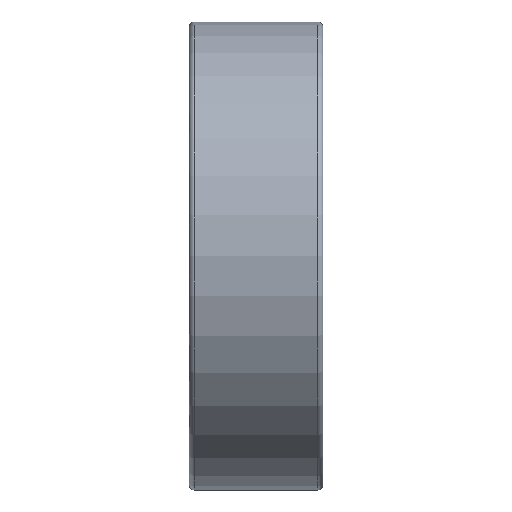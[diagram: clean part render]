
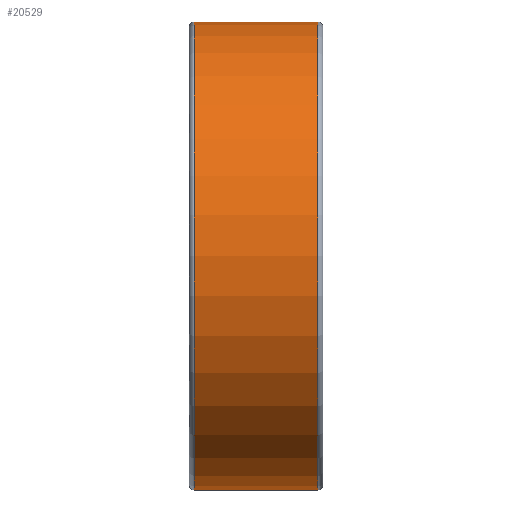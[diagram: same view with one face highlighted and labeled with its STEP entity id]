
A CAD part, top view. The second image highlights one B-rep face of the part: STEP entity #20529.
In plain terms, the highlighted cylindrical face has radius 14 mm (diameter 28 mm), a partial arc.
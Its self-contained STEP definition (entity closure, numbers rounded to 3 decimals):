
#10766=DIRECTION('',(-1.,0.,0.));
#10767=VECTOR('',#10766,7.4);
#10768=CARTESIAN_POINT('',(3.7,14.,0.));
#10769=LINE('',#10768,#10767);
#10773=DIRECTION('',(-1.,0.,0.));
#10774=VECTOR('',#10773,7.4);
#10775=CARTESIAN_POINT('',(3.7,-14.,0.));
#10776=LINE('',#10775,#10774);
#10788=CARTESIAN_POINT('',(3.7,0.,0.));
#10789=DIRECTION('',(1.,0.,0.));
#10790=DIRECTION('',(0.,1.,0.));
#10791=AXIS2_PLACEMENT_3D('',#10788,#10789,#10790);
#10796=CARTESIAN_POINT('',(-3.7,0.,0.));
#10797=DIRECTION('',(1.,0.,0.));
#10798=DIRECTION('',(0.,1.,0.));
#10799=AXIS2_PLACEMENT_3D('',#10796,#10797,#10798);
#17613=CARTESIAN_POINT('',(3.7,14.,0.));
#17614=CARTESIAN_POINT('',(-3.7,14.,0.));
#17615=VERTEX_POINT('',#17613);
#17616=VERTEX_POINT('',#17614);
#17625=CARTESIAN_POINT('',(3.7,-14.,0.));
#17626=CARTESIAN_POINT('',(-3.7,-14.,0.));
#17627=VERTEX_POINT('',#17625);
#17628=VERTEX_POINT('',#17626);
#20517=CARTESIAN_POINT('',(-4.4,0.,0.));
#20518=DIRECTION('',(1.,0.,0.));
#20519=DIRECTION('',(0.,-1.,0.));
#20520=AXIS2_PLACEMENT_3D('',#20517,#20518,#20519);
#20521=CYLINDRICAL_SURFACE('',#20520,14.);
#20522=ORIENTED_EDGE('',*,*,#20507,.F.);
#20523=ORIENTED_EDGE('',*,*,#20484,.T.);
#20524=ORIENTED_EDGE('',*,*,#20511,.T.);
#20526=ORIENTED_EDGE('',*,*,#20525,.F.);
#20527=EDGE_LOOP('',(#20522,#20523,#20524,#20526));
#20528=FACE_OUTER_BOUND('',#20527,.F.);
#10792=CIRCLE('',#10791,14.);
#10800=CIRCLE('',#10799,14.);
#20484=EDGE_CURVE('',#17615,#17627,#10792,.T.);
#20507=EDGE_CURVE('',#17615,#17616,#10769,.T.);
#20511=EDGE_CURVE('',#17627,#17628,#10776,.T.);
#20525=EDGE_CURVE('',#17616,#17628,#10800,.T.);
#20529=ADVANCED_FACE('',(#20528),#20521,.T.);
